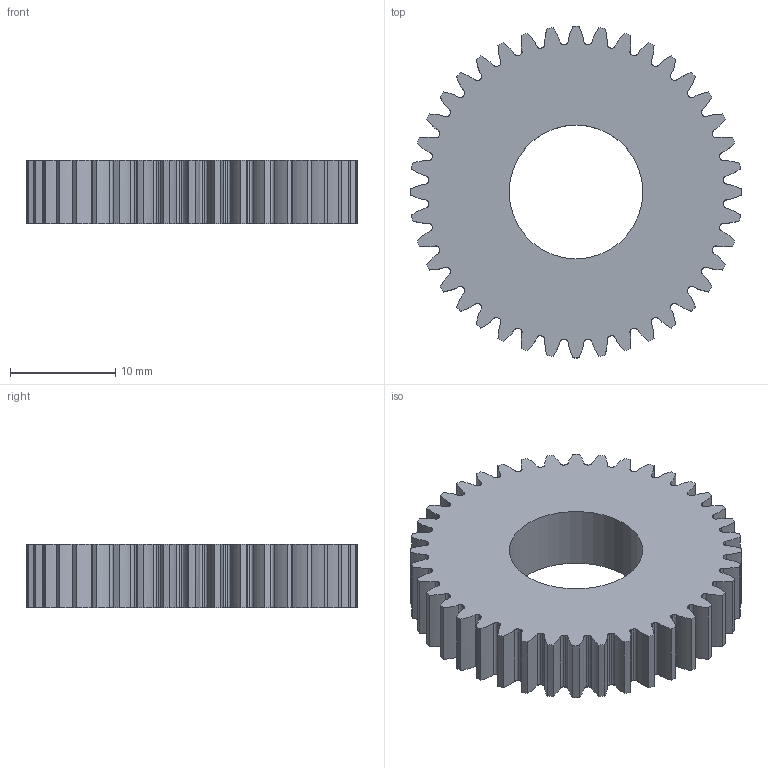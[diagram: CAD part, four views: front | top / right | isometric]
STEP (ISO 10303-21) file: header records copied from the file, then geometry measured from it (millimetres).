
FILE_DESCRIPTION(/* description */ (''),/* implementation_level */ '2;1');
FILE_NAME(/* name */ 'Lens Gear (Spur)_v6.step',/* time_stamp */ '2024-02-15T15:47:47-05:00',/* author */ (''),/* organization */ (''),/* preprocessor_version */ 'ST-DEVELOPER v20',/* originating_system */ 'Autodesk Translation Framework v12.20.1.177',/* authorisation */ '');
FILE_SCHEMA (('AUTOMOTIVE_DESIGN { 1 0 10303 214 3 1 1 }'));
Length unit declared in the file: millimetre
Products named in the file (2): Lens Gear (Spur); Spur Gear (40 teeth)
Assembly tree (1 placements, depth 2):
  Lens Gear (Spur)
    Spur Gear (40 teeth)
Bounding box: 31.5 x 31.5 x 6 mm (x, y, z)
Volume: 3449.1 mm3; surface area: 2504.7 mm2
Topology: 1 solids, 1 shells, 243 faces, 723 edges, 482 vertices
Faces by surface type: bspline 160, cylinder 81, plane 2
Full cylindrical faces by diameter (mm): 12.7 x1
Entity records: 31800 total; most frequent: CARTESIAN_POINT 26735, ORIENTED_EDGE 1446, EDGE_CURVE 723, DIRECTION 577, VERTEX_POINT 482, B_SPLINE_CURVE_WITH_KNOTS 320, AXIS2_PLACEMENT_3D 248, EDGE_LOOP 245
